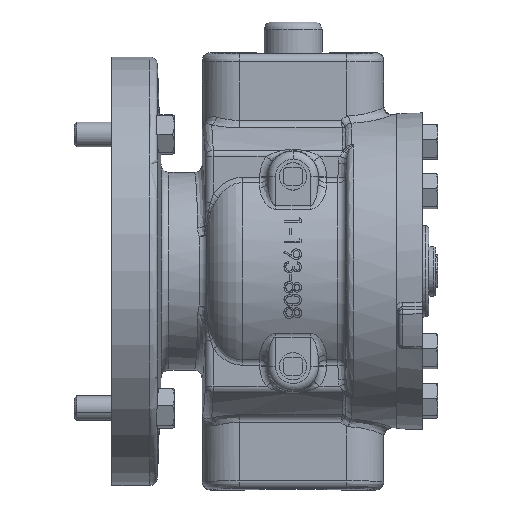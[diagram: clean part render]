
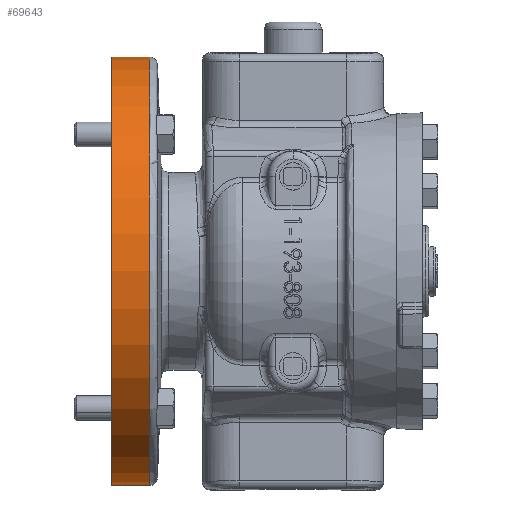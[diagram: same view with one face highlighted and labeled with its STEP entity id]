
A CAD part, front view. The second image highlights one B-rep face of the part: STEP entity #69643.
In plain terms, the highlighted cylindrical face has radius 82.55 mm (diameter 165.1 mm), a partial arc.
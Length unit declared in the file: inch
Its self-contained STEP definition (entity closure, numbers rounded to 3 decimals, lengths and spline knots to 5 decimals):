
#99 = CARTESIAN_POINT ( 'NONE',  ( -3.0074, 0., 0. ) ) ;
#5106 = DIRECTION ( 'NONE',  ( 0., 0., -1. ) ) ;
#7758 = FACE_OUTER_BOUND ( 'NONE', #7985, .T. ) ;
#7759 = CARTESIAN_POINT ( 'NONE',  ( -3.0074, 0., 3.25 ) ) ;
#7919 = DIRECTION ( 'NONE',  ( 1., 0., 0. ) ) ;
#7985 = EDGE_LOOP ( 'NONE', ( #77128, #89475, #44513, #57412 ) ) ;
#8780 = AXIS2_PLACEMENT_3D ( 'NONE', #50620, #7919, #57801 ) ;
#12305 = VECTOR ( 'NONE', #73795, 39.37008 ) ;
#12381 = VERTEX_POINT ( 'NONE', #50965 ) ;
#14933 = DIRECTION ( 'NONE',  ( -1., 0., 0. ) ) ;
#16480 = CARTESIAN_POINT ( 'NONE',  ( -3.0074, 0., -3.25 ) ) ;
#19849 = EDGE_CURVE ( 'NONE', #89808, #12381, #86150, .T. ) ;
#22140 = LINE ( 'NONE', #7759, #57807 ) ;
#33570 = LINE ( 'NONE', #16480, #12305 ) ;
#35846 = EDGE_CURVE ( 'NONE', #89808, #75203, #33570, .T. ) ;
#41600 = EDGE_CURVE ( 'NONE', #12381, #54164, #22140, .T. ) ;
#42829 = AXIS2_PLACEMENT_3D ( 'NONE', #99, #92574, #50069 ) ;
#43987 = CARTESIAN_POINT ( 'NONE',  ( -4.31, 0., -3.25 ) ) ;
#44513 = ORIENTED_EDGE ( 'NONE', *, *, #41600, .T. ) ;
#47846 = DIRECTION ( 'NONE',  ( -1., 0., 0. ) ) ;
#48965 = EDGE_CURVE ( 'NONE', #54164, #75203, #91393, .T. ) ;
#50069 = DIRECTION ( 'NONE',  ( 0., 0., 1. ) ) ;
#50620 = CARTESIAN_POINT ( 'NONE',  ( -4.31, 0., 0. ) ) ;
#50965 = CARTESIAN_POINT ( 'NONE',  ( -3.73588, 0., 3.25 ) ) ;
#54164 = VERTEX_POINT ( 'NONE', #70539 ) ;
#54737 = AXIS2_PLACEMENT_3D ( 'NONE', #90640, #47846, #5106 ) ;
#57412 = ORIENTED_EDGE ( 'NONE', *, *, #48965, .T. ) ;
#57801 = DIRECTION ( 'NONE',  ( 0., 0., -1. ) ) ;
#57807 = VECTOR ( 'NONE', #14933, 39.37008 ) ;
#60206 = CYLINDRICAL_SURFACE ( 'NONE', #42829, 3.25 ) ;
#69564 = CARTESIAN_POINT ( 'NONE',  ( -3.73588, 0., -3.25 ) ) ;
#69643 = ADVANCED_FACE ( 'NONE', ( #7758 ), #60206, .T. ) ;
#70539 = CARTESIAN_POINT ( 'NONE',  ( -4.31, 0., 3.25 ) ) ;
#73795 = DIRECTION ( 'NONE',  ( -1., 0., 0. ) ) ;
#75203 = VERTEX_POINT ( 'NONE', #43987 ) ;
#77128 = ORIENTED_EDGE ( 'NONE', *, *, #35846, .F. ) ;
#86150 = CIRCLE ( 'NONE', #54737, 3.25 ) ;
#89475 = ORIENTED_EDGE ( 'NONE', *, *, #19849, .T. ) ;
#89808 = VERTEX_POINT ( 'NONE', #69564 ) ;
#90640 = CARTESIAN_POINT ( 'NONE',  ( -3.73588, 0., 0. ) ) ;
#91393 = CIRCLE ( 'NONE', #8780, 3.25 ) ;
#92574 = DIRECTION ( 'NONE',  ( -1., 0., 0. ) ) ;
